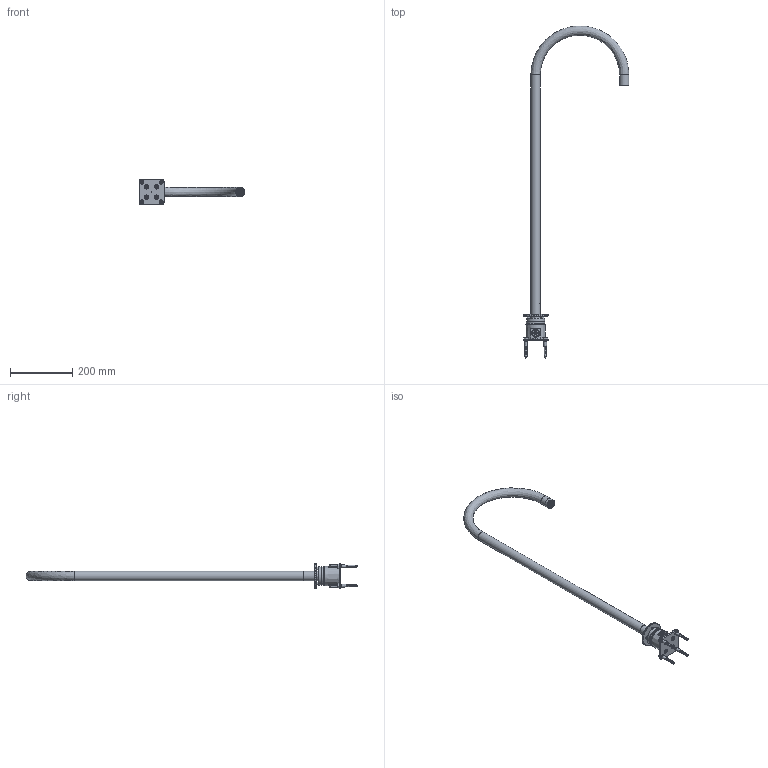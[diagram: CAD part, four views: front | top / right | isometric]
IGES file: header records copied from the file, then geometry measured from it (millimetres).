
Global section: file name: V141-SP; native system: Autodesk Inventor 2020; preprocessor: unknown; author: adaniels; date: 20221129.133947; units: millimetre
Bounding box: 339.97 x 1068.2 x 80 mm (x, y, z)
Volume: 390436.6 mm3; surface area: 345988.8 mm2
Topology: 32 solids, 35 shells, 1491 faces, 4265 edges, 2864 vertices
Faces by surface type: bspline 1491
